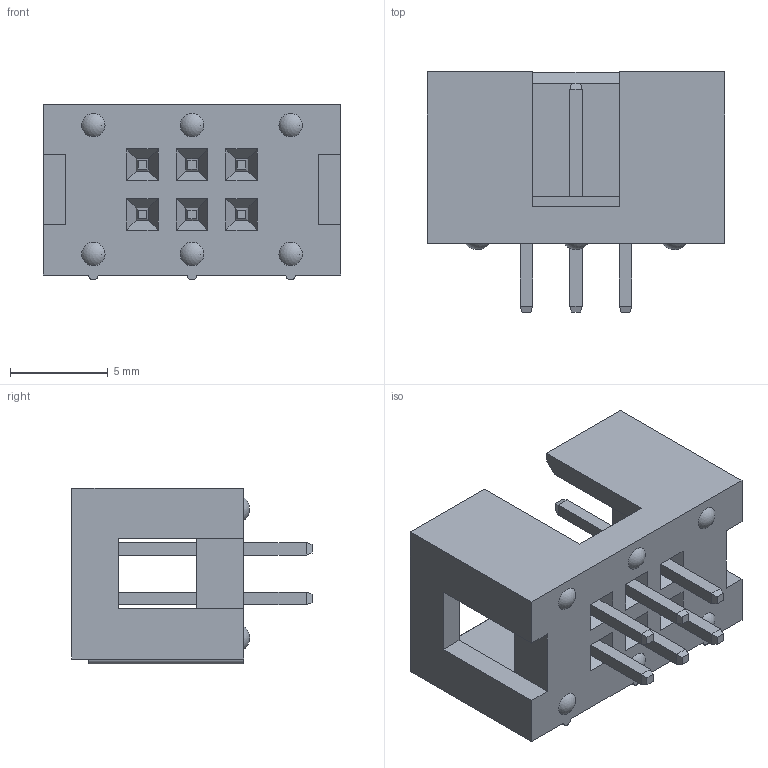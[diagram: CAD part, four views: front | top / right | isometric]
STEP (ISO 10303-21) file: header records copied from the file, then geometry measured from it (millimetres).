
FILE_DESCRIPTION(/* description */ (''),/* implementation_level */ '2;1');
FILE_NAME(/* name */ '137-06-1-xx.stp',/* time_stamp */ '2018-06-21T11:34:43+02:00',/* author */ ('andreas.larin'),/* organization */ (''),/* preprocessor_version */ 'ST-DEVELOPER v15.6',/* originating_system */ 'Autodesk Inventor 2015',/* authorisation */ '');
FILE_SCHEMA (('AUTOMOTIVE_DESIGN { 1 0 10303 214 3 1 1 }'));
Length unit declared in the file: millimetre
Products named in the file (1): 137-06-1-xx
Bounding box: 15.24 x 12.3 x 9 mm (x, y, z)
Volume: 547.4 mm3; surface area: 1033 mm2
Topology: 1 solids, 1 shells, 173 faces, 415 edges, 252 vertices
Faces by surface type: plane 164, sphere 6, cylinder 3
Entity records: 4723 total; most frequent: CARTESIAN_POINT 811, ORIENTED_EDGE 794, DIRECTION 757, EDGE_CURVE 397, LINE 385, VECTOR 385, VERTEX_POINT 240, EDGE_LOOP 191
